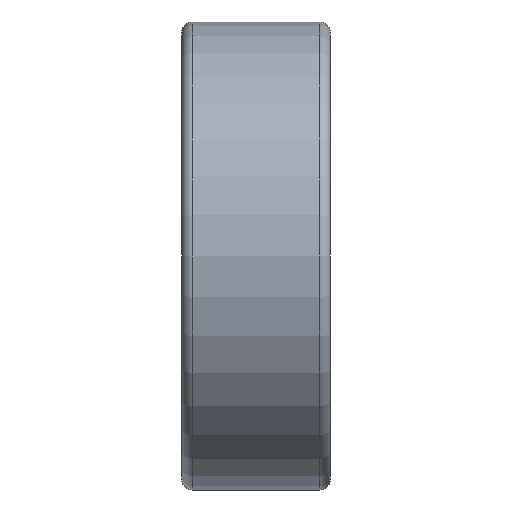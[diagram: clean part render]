
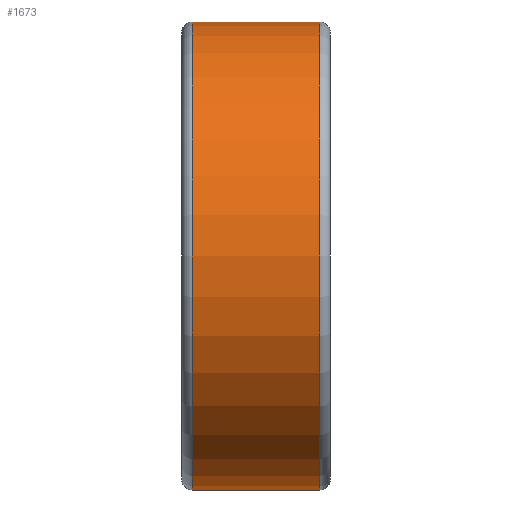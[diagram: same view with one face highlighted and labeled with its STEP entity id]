
A CAD part, left-side view. The second image highlights one B-rep face of the part: STEP entity #1673.
In plain terms, the highlighted cylindrical face has radius 11 mm (diameter 22 mm), a partial arc.
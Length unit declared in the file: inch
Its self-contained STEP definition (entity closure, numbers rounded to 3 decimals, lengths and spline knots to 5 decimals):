
#16 = CARTESIAN_POINT ( 'NONE',  ( 0., -0.1178, -0.43307 ) ) ;
#64 = ORIENTED_EDGE ( 'NONE', *, *, #1508, .T. ) ;
#134 = VERTEX_POINT ( 'NONE', #147 ) ;
#147 = CARTESIAN_POINT ( 'NONE',  ( 0., -0.1178, 0.43307 ) ) ;
#216 = DIRECTION ( 'NONE',  ( 0., -1., 0. ) ) ;
#269 = DIRECTION ( 'NONE',  ( 0., 1., 0. ) ) ;
#270 = CARTESIAN_POINT ( 'NONE',  ( 0., 0.1178, -0.43307 ) ) ;
#291 = DIRECTION ( 'NONE',  ( 0., -1., 0. ) ) ;
#347 = CYLINDRICAL_SURFACE ( 'NONE', #1141, 0.43307 ) ;
#444 = ORIENTED_EDGE ( 'NONE', *, *, #950, .T. ) ;
#487 = VECTOR ( 'NONE', #216, 39.37008 ) ;
#521 = FACE_OUTER_BOUND ( 'NONE', #1116, .T. ) ;
#593 = CARTESIAN_POINT ( 'NONE',  ( 0., 0.1378, 0. ) ) ;
#606 = LINE ( 'NONE', #1850, #487 ) ;
#615 = AXIS2_PLACEMENT_3D ( 'NONE', #1311, #269, #861 ) ;
#630 = AXIS2_PLACEMENT_3D ( 'NONE', #1213, #1223, #926 ) ;
#705 = CARTESIAN_POINT ( 'NONE',  ( 0., 0.1178, 0.43307 ) ) ;
#708 = VERTEX_POINT ( 'NONE', #705 ) ;
#861 = DIRECTION ( 'NONE',  ( 0., 0., 1. ) ) ;
#879 = EDGE_CURVE ( 'NONE', #1273, #925, #606, .T. ) ;
#925 = VERTEX_POINT ( 'NONE', #16 ) ;
#926 = DIRECTION ( 'NONE',  ( 0., 0., 1. ) ) ;
#950 = EDGE_CURVE ( 'NONE', #708, #1273, #1386, .T. ) ;
#1115 = ORIENTED_EDGE ( 'NONE', *, *, #879, .T. ) ;
#1116 = EDGE_LOOP ( 'NONE', ( #1623, #444, #1115, #64 ) ) ;
#1126 = CARTESIAN_POINT ( 'NONE',  ( 0., 0.1378, 0.43307 ) ) ;
#1135 = EDGE_CURVE ( 'NONE', #708, #134, #1752, .T. ) ;
#1141 = AXIS2_PLACEMENT_3D ( 'NONE', #593, #291, #1196 ) ;
#1196 = DIRECTION ( 'NONE',  ( 0., 0., -1. ) ) ;
#1213 = CARTESIAN_POINT ( 'NONE',  ( 0., 0.1178, 0. ) ) ;
#1222 = VECTOR ( 'NONE', #1865, 39.37008 ) ;
#1223 = DIRECTION ( 'NONE',  ( 0., -1., 0. ) ) ;
#1273 = VERTEX_POINT ( 'NONE', #270 ) ;
#1311 = CARTESIAN_POINT ( 'NONE',  ( 0., -0.1178, 0. ) ) ;
#1386 = CIRCLE ( 'NONE', #630, 0.43307 ) ;
#1430 = CIRCLE ( 'NONE', #615, 0.43307 ) ;
#1508 = EDGE_CURVE ( 'NONE', #925, #134, #1430, .T. ) ;
#1623 = ORIENTED_EDGE ( 'NONE', *, *, #1135, .F. ) ;
#1673 = ADVANCED_FACE ( 'NONE', ( #521 ), #347, .T. ) ;
#1752 = LINE ( 'NONE', #1126, #1222 ) ;
#1850 = CARTESIAN_POINT ( 'NONE',  ( 0., 0.1378, -0.43307 ) ) ;
#1865 = DIRECTION ( 'NONE',  ( 0., -1., 0. ) ) ;
